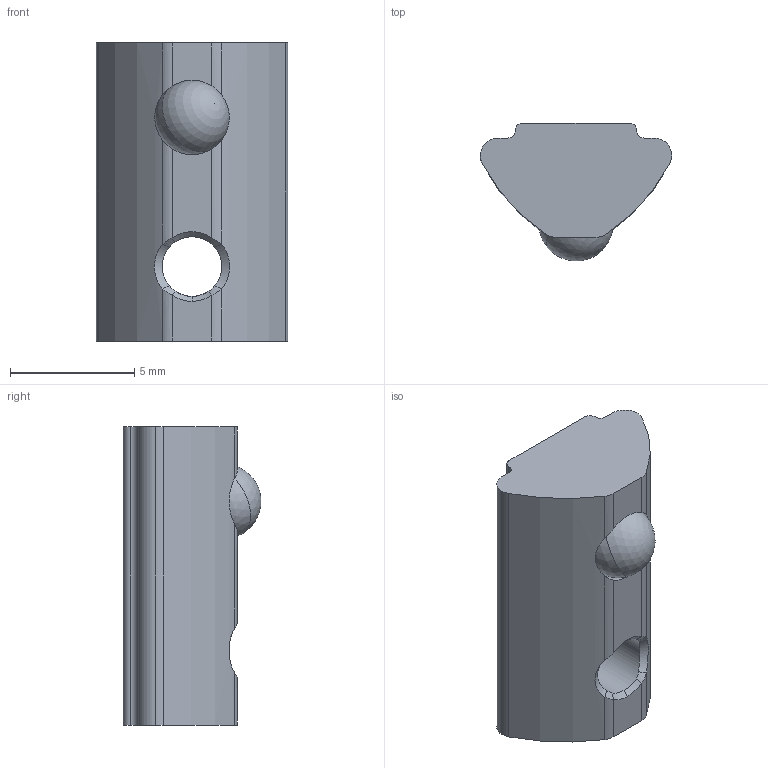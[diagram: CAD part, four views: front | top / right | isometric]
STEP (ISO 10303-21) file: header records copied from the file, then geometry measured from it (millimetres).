
FILE_DESCRIPTION (( 'STEP AP203' ), '1' );
FILE_NAME ('252200134_c_1.STEP', '2022-12-18T19:52:32', ( '' ), ( '' ), 'SwSTEP 2.0', 'SolidWorks 2014', '' );
FILE_SCHEMA (( 'CONFIG_CONTROL_DESIGN' ));
Length unit declared in the file: millimetre
Products named in the file (1): 252200134_c_1
Bounding box: 7.7 x 5.54 x 12 mm (x, y, z)
Volume: 279.5 mm3; surface area: 382.2 mm2
Topology: 2 solids, 2 shells, 41 faces, 111 edges, 71 vertices
Faces by surface type: cylinder 19, plane 9, bspline 6, cone 5, sphere 2
Entity records: 1552 total; most frequent: CARTESIAN_POINT 505, ORIENTED_EDGE 212, DIRECTION 191, EDGE_CURVE 106, AXIS2_PLACEMENT_3D 76, VERTEX_POINT 68, EDGE_LOOP 42, ADVANCED_FACE 41
